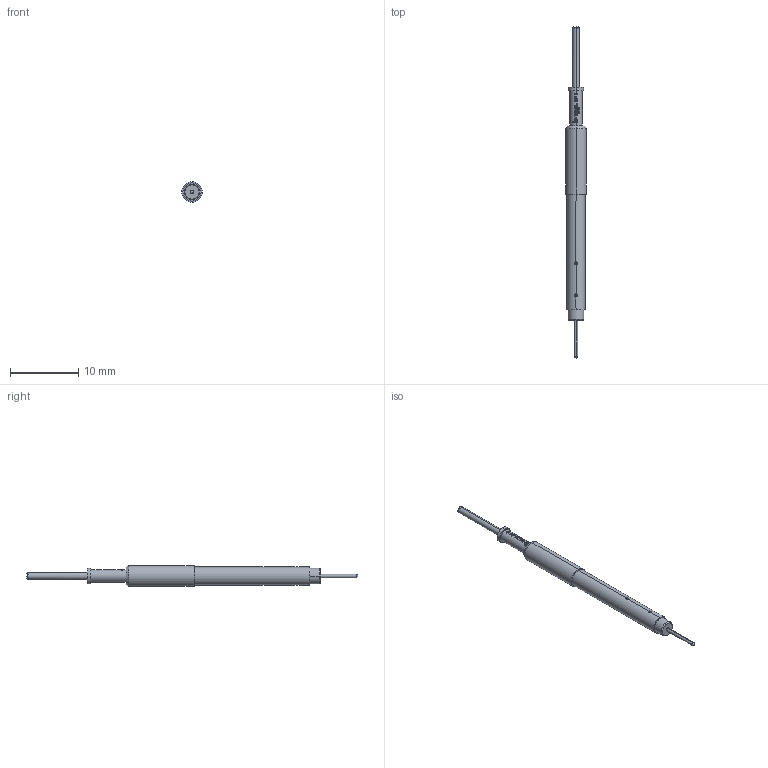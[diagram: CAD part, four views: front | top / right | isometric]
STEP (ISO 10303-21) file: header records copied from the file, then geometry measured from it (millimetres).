
FILE_DESCRIPTION (( 'STEP AP203' ), '1' );
FILE_NAME ('INGUN_SKS-415_356_100_A_xx10_2.STEP', '2022-02-17T12:36:12', ( 'ochi' ), ( '' ), 'SwSTEP 2.0', 'SolidWorks 2018', '' );
FILE_SCHEMA (( 'CONFIG_CONTROL_DESIGN' ));
Length unit declared in the file: millimetre
Products named in the file (1): INGUN_SKS-415_356_100_A_xx10_2
Bounding box: 3 x 48.8 x 3 mm (x, y, z)
Volume: 193.8 mm3; surface area: 332.7 mm2
Topology: 1 solids, 1 shells, 154 faces, 401 edges, 255 vertices
Faces by surface type: plane 78, bspline 38, cylinder 33, cone 4, sphere 1
Entity records: 6267 total; most frequent: CARTESIAN_POINT 2776, ORIENTED_EDGE 796, DIRECTION 598, EDGE_CURVE 398, VERTEX_POINT 253, AXIS2_PLACEMENT_3D 231, EDGE_LOOP 161, FACE_OUTER_BOUND 154
